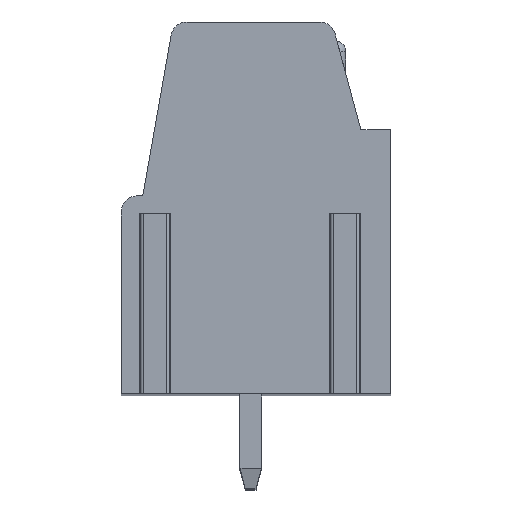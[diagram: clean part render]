
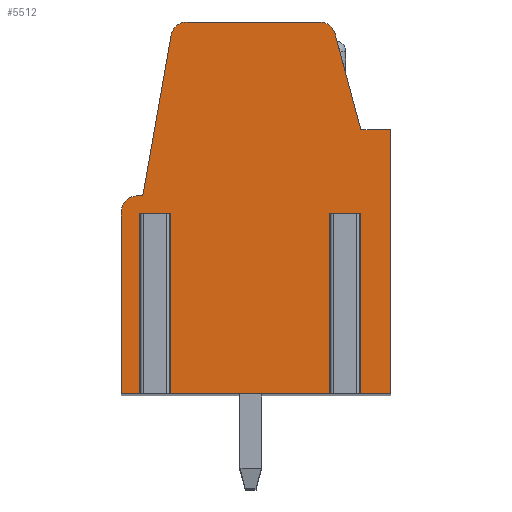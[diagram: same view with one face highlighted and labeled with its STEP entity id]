
A CAD part, top view. The second image highlights one B-rep face of the part: STEP entity #5512.
In plain terms, the highlighted planar face has unit normal (0, 0, 1).
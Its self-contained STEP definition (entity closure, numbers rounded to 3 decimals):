
#13=DIRECTION('',(-1.,0.,0.));
#14=VECTOR('',#13,0.62);
#15=CARTESIAN_POINT('',(3.61,-0.65,38.1));
#16=LINE('',#15,#14);
#17=DIRECTION('',(0.,1.,0.));
#18=VECTOR('',#17,6.7);
#19=CARTESIAN_POINT('',(2.99,-7.35,38.1));
#20=LINE('',#19,#18);
#21=DIRECTION('',(1.,0.,0.));
#22=VECTOR('',#21,6.43);
#23=CARTESIAN_POINT('',(-3.44,-7.35,38.1));
#24=LINE('',#23,#22);
#25=DIRECTION('',(0.,1.,0.));
#26=VECTOR('',#25,6.7);
#27=CARTESIAN_POINT('',(-3.44,-7.35,38.1));
#28=LINE('',#27,#26);
#29=DIRECTION('',(-1.,0.,0.));
#30=VECTOR('',#29,0.62);
#31=CARTESIAN_POINT('',(-3.44,-0.65,38.1));
#32=LINE('',#31,#30);
#33=DIRECTION('',(0.,1.,0.));
#34=VECTOR('',#33,6.7);
#35=CARTESIAN_POINT('',(-4.06,-7.35,38.1));
#36=LINE('',#35,#34);
#37=DIRECTION('',(1.,0.,0.));
#38=VECTOR('',#37,0.94);
#39=CARTESIAN_POINT('',(-5.,-7.35,38.1));
#40=LINE('',#39,#38);
#41=DIRECTION('',(0.,-1.,0.));
#42=VECTOR('',#41,6.75);
#43=CARTESIAN_POINT('',(-5.,-0.6,38.1));
#44=LINE('',#43,#42);
#45=CARTESIAN_POINT('',(-4.4,-0.6,38.1));
#46=DIRECTION('',(0.,0.,1.));
#47=DIRECTION('',(0.,1.,0.));
#48=AXIS2_PLACEMENT_3D('',#45,#46,#47);
#50=DIRECTION('',(-1.,0.,0.));
#51=VECTOR('',#50,0.2);
#52=CARTESIAN_POINT('',(-4.2,0.,38.1));
#53=LINE('',#52,#51);
#54=DIRECTION('',(-0.174,-0.985,0.));
#55=VECTOR('',#54,6.046);
#56=CARTESIAN_POINT('',(-3.15,5.954,38.1));
#57=LINE('',#56,#55);
#58=CARTESIAN_POINT('',(-2.559,5.85,38.1));
#59=DIRECTION('',(0.,0.,1.));
#60=DIRECTION('',(0.,1.,0.));
#61=AXIS2_PLACEMENT_3D('',#58,#59,#60);
#63=DIRECTION('',(-1.,0.,0.));
#64=VECTOR('',#63,4.917);
#65=CARTESIAN_POINT('',(2.358,6.45,38.1));
#66=LINE('',#65,#64);
#67=CARTESIAN_POINT('',(2.358,5.85,38.1));
#68=DIRECTION('',(0.,0.,1.));
#69=DIRECTION('',(0.966,0.259,0.));
#70=AXIS2_PLACEMENT_3D('',#67,#68,#69);
#72=DIRECTION('',(-0.259,0.966,0.));
#73=VECTOR('',#72,3.681);
#74=CARTESIAN_POINT('',(3.89,2.45,38.1));
#75=LINE('',#74,#73);
#76=DIRECTION('',(-1.,0.,0.));
#77=VECTOR('',#76,1.11);
#78=CARTESIAN_POINT('',(5.,2.45,38.1));
#79=LINE('',#78,#77);
#80=DIRECTION('',(0.,1.,0.));
#81=VECTOR('',#80,9.8);
#82=CARTESIAN_POINT('',(5.,-7.35,38.1));
#83=LINE('',#82,#81);
#84=DIRECTION('',(1.,0.,0.));
#85=VECTOR('',#84,1.39);
#86=CARTESIAN_POINT('',(3.61,-7.35,38.1));
#87=LINE('',#86,#85);
#88=DIRECTION('',(0.,1.,0.));
#89=VECTOR('',#88,6.7);
#90=CARTESIAN_POINT('',(3.61,-7.35,38.1));
#91=LINE('',#90,#89);
#4335=CARTESIAN_POINT('',(-5.,-0.6,38.1));
#4336=CARTESIAN_POINT('',(-5.,-7.35,38.1));
#4337=VERTEX_POINT('',#4335);
#4338=VERTEX_POINT('',#4336);
#4339=CARTESIAN_POINT('',(5.,-7.35,38.1));
#4340=CARTESIAN_POINT('',(5.,2.45,38.1));
#4341=VERTEX_POINT('',#4339);
#4342=VERTEX_POINT('',#4340);
#4343=CARTESIAN_POINT('',(3.89,2.45,38.1));
#4344=VERTEX_POINT('',#4343);
#4345=CARTESIAN_POINT('',(2.937,6.005,38.1));
#4346=VERTEX_POINT('',#4345);
#4347=CARTESIAN_POINT('',(2.358,6.45,38.1));
#4348=VERTEX_POINT('',#4347);
#4349=CARTESIAN_POINT('',(-2.559,6.45,38.1));
#4350=VERTEX_POINT('',#4349);
#4351=CARTESIAN_POINT('',(-3.15,5.954,38.1));
#4352=VERTEX_POINT('',#4351);
#4353=CARTESIAN_POINT('',(-4.2,0.,38.1));
#4354=VERTEX_POINT('',#4353);
#4355=CARTESIAN_POINT('',(-4.4,0.,38.1));
#4356=VERTEX_POINT('',#4355);
#4475=CARTESIAN_POINT('',(3.61,-0.65,38.1));
#4476=CARTESIAN_POINT('',(2.99,-0.65,38.1));
#4477=VERTEX_POINT('',#4475);
#4478=VERTEX_POINT('',#4476);
#4479=CARTESIAN_POINT('',(-3.44,-0.65,38.1));
#4480=CARTESIAN_POINT('',(-4.06,-0.65,38.1));
#4481=VERTEX_POINT('',#4479);
#4482=VERTEX_POINT('',#4480);
#4483=CARTESIAN_POINT('',(-4.06,-7.35,38.1));
#4484=VERTEX_POINT('',#4483);
#4485=CARTESIAN_POINT('',(-3.44,-7.35,38.1));
#4486=VERTEX_POINT('',#4485);
#4487=CARTESIAN_POINT('',(3.61,-7.35,38.1));
#4488=VERTEX_POINT('',#4487);
#4489=CARTESIAN_POINT('',(2.99,-7.35,38.1));
#4490=VERTEX_POINT('',#4489);
#5467=CARTESIAN_POINT('',(0.,0.,38.1));
#5468=DIRECTION('',(0.,0.,1.));
#5469=DIRECTION('',(1.,0.,0.));
#5470=AXIS2_PLACEMENT_3D('',#5467,#5468,#5469);
#5471=PLANE('',#5470);
#5473=ORIENTED_EDGE('',*,*,#5472,.T.);
#5475=ORIENTED_EDGE('',*,*,#5474,.F.);
#5477=ORIENTED_EDGE('',*,*,#5476,.F.);
#5479=ORIENTED_EDGE('',*,*,#5478,.T.);
#5481=ORIENTED_EDGE('',*,*,#5480,.T.);
#5483=ORIENTED_EDGE('',*,*,#5482,.F.);
#5485=ORIENTED_EDGE('',*,*,#5484,.F.);
#5487=ORIENTED_EDGE('',*,*,#5486,.F.);
#5489=ORIENTED_EDGE('',*,*,#5488,.F.);
#5491=ORIENTED_EDGE('',*,*,#5490,.F.);
#5493=ORIENTED_EDGE('',*,*,#5492,.F.);
#5495=ORIENTED_EDGE('',*,*,#5494,.F.);
#5497=ORIENTED_EDGE('',*,*,#5496,.F.);
#5499=ORIENTED_EDGE('',*,*,#5498,.F.);
#5501=ORIENTED_EDGE('',*,*,#5500,.F.);
#5503=ORIENTED_EDGE('',*,*,#5502,.F.);
#5505=ORIENTED_EDGE('',*,*,#5504,.F.);
#5507=ORIENTED_EDGE('',*,*,#5506,.F.);
#5509=ORIENTED_EDGE('',*,*,#5508,.T.);
#5510=EDGE_LOOP('',(#5473,#5475,#5477,#5479,#5481,#5483,#5485,#5487,#5489,#5491,
#5493,#5495,#5497,#5499,#5501,#5503,#5505,#5507,#5509));
#5511=FACE_OUTER_BOUND('',#5510,.F.);
#49=CIRCLE('',#48,0.6);
#62=CIRCLE('',#61,0.6);
#71=CIRCLE('',#70,0.6);
#5472=EDGE_CURVE('',#4477,#4478,#16,.T.);
#5474=EDGE_CURVE('',#4490,#4478,#20,.T.);
#5476=EDGE_CURVE('',#4486,#4490,#24,.T.);
#5478=EDGE_CURVE('',#4486,#4481,#28,.T.);
#5480=EDGE_CURVE('',#4481,#4482,#32,.T.);
#5482=EDGE_CURVE('',#4484,#4482,#36,.T.);
#5484=EDGE_CURVE('',#4338,#4484,#40,.T.);
#5486=EDGE_CURVE('',#4337,#4338,#44,.T.);
#5488=EDGE_CURVE('',#4356,#4337,#49,.T.);
#5490=EDGE_CURVE('',#4354,#4356,#53,.T.);
#5492=EDGE_CURVE('',#4352,#4354,#57,.T.);
#5494=EDGE_CURVE('',#4350,#4352,#62,.T.);
#5496=EDGE_CURVE('',#4348,#4350,#66,.T.);
#5498=EDGE_CURVE('',#4346,#4348,#71,.T.);
#5500=EDGE_CURVE('',#4344,#4346,#75,.T.);
#5502=EDGE_CURVE('',#4342,#4344,#79,.T.);
#5504=EDGE_CURVE('',#4341,#4342,#83,.T.);
#5506=EDGE_CURVE('',#4488,#4341,#87,.T.);
#5508=EDGE_CURVE('',#4488,#4477,#91,.T.);
#5512=ADVANCED_FACE('',(#5511),#5471,.T.);
